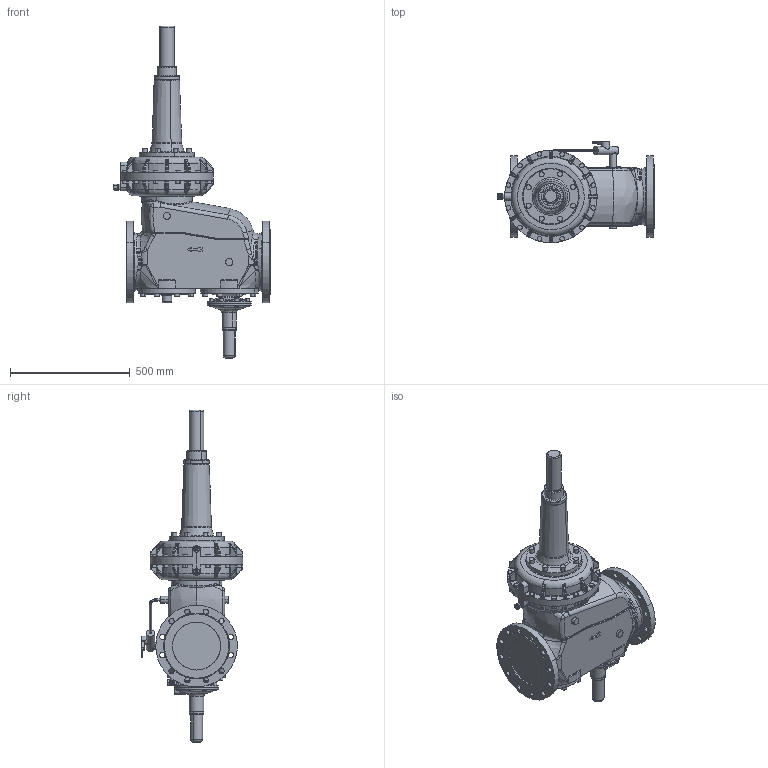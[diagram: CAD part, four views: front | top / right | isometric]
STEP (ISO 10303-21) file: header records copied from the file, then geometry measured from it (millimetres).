
FILE_DESCRIPTION(('CATIA V5 STEP Exchange'),'2;1');
FILE_NAME('RS250-DN200-385-HDS-PN16.stp','2016-07-28T08:18:24+00:00',('none'),('none'),'CATIA Version 5 Release 19 SP 9 (IN-10)','CATIA V5 STEP AP203','none');
FILE_SCHEMA(('CONFIG_CONTROL_DESIGN'));
Products named in the file (1): RS250-DN200-385-HDS-PN 16
Assembly tree (2 placements, depth 2):
  RS250-DN200-385-HDS-PN 16
    #58
    #103505
Bounding box: 650.3 x 423 x 1383.5 mm (x, y, z)
Volume: 69525453.4 mm3; surface area: 1812731.6 mm2
Topology: 2 solids, 31 shells, 2093 faces, 5110 edges, 3030 vertices
Faces by surface type: cylinder 789, torus 392, plane 379, bspline 323, cone 131, sphere 78, revolution 1
Entity records: 104409 total; most frequent: CARTESIAN_POINT 62248, ORIENTED_EDGE 9950, DIRECTION 6104, EDGE_CURVE 4975, AXIS2_PLACEMENT_3D 3385, VERTEX_POINT 3030, EDGE_LOOP 2235, ADVANCED_FACE 2093
